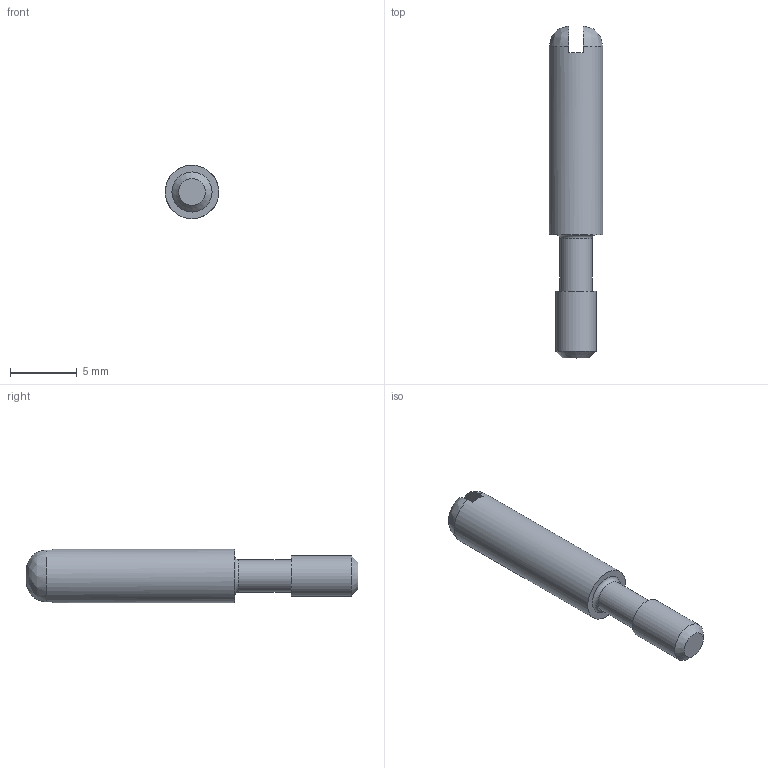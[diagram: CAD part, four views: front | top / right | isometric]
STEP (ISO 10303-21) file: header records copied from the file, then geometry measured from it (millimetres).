
FILE_DESCRIPTION(/* description */ (''),/* implementation_level */ '2;1');
FILE_NAME(/* name */ 'DAOXIANGXIAO.stp',/* time_stamp */ '2023-07-31T14:11:12+08:00',/* author */ (''),/* organization */ (''),/* preprocessor_version */ 'ST-DEVELOPER v11',/* originating_system */ 'SIEMENS PLM Software NX 7.5',/* authorisation */ '');
FILE_SCHEMA (('CONFIG_CONTROL_DESIGN'));
Length unit declared in the file: millimetre
Products named in the file (1): fang57B4my41
Bounding box: 4 x 24.8 x 4 mm (x, y, z)
Volume: 236.8 mm3; surface area: 302.2 mm2
Topology: 1 solids, 1 shells, 13 faces, 25 edges, 16 vertices
Faces by surface type: plane 6, cylinder 3, bspline 2, cone 1, torus 1
Full cylindrical faces by diameter (mm): 2.4 x1, 3 x1, 4 x1
Entity records: 464 total; most frequent: CARTESIAN_POINT 138, DIRECTION 52, ORIENTED_EDGE 38, AXIS2_PLACEMENT_3D 23, EDGE_LOOP 20, EDGE_CURVE 19, VERTEX_POINT 15, FACE_BOUND 14
